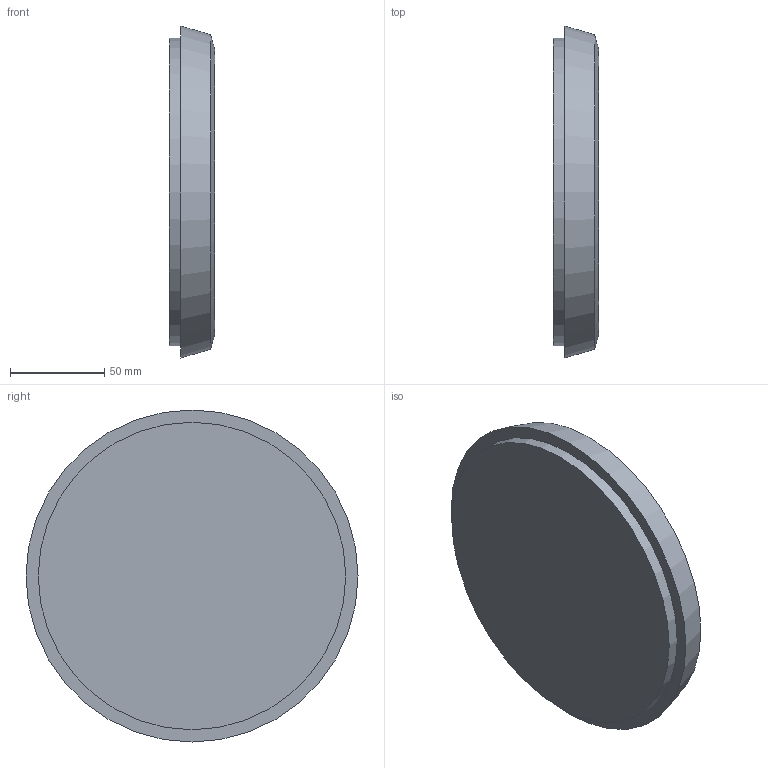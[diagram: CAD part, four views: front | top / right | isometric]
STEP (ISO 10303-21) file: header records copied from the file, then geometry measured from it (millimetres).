
FILE_DESCRIPTION(/* description */ ('Kuželové hrdlo KH zaslepovací - dle DIN'),/* implementation_level */ '2;1');
FILE_NAME(/* name */ '20210150000.stp',/* time_stamp */ '2016-01-11T09:02:45+01:00',/* author */ ('Struska'),/* organization */ ('Bupospol'),/* preprocessor_version */ 'ST-DEVELOPER v15.6',/* originating_system */ 'Autodesk Inventor 2015',/* authorisation */ '');
FILE_SCHEMA (('CONFIG_CONTROL_DESIGN'));
Length unit declared in the file: millimetre
Products named in the file (1): 20210150000
Bounding box: 24 x 176 x 176 mm (x, y, z)
Volume: 533626.6 mm3; surface area: 58283.5 mm2
Topology: 1 solids, 1 shells, 6 faces, 8 edges, 5 vertices
Faces by surface type: plane 3, cone 2, cylinder 1
Full cylindrical faces by diameter (mm): 163 x1
Entity records: 144 total; most frequent: DIRECTION 24, CARTESIAN_POINT 17, AXIS2_PLACEMENT_3D 12, EDGE_LOOP 10, ORIENTED_EDGE 10, STYLED_ITEM 7, FACE_OUTER_BOUND 6, ADVANCED_FACE 6
